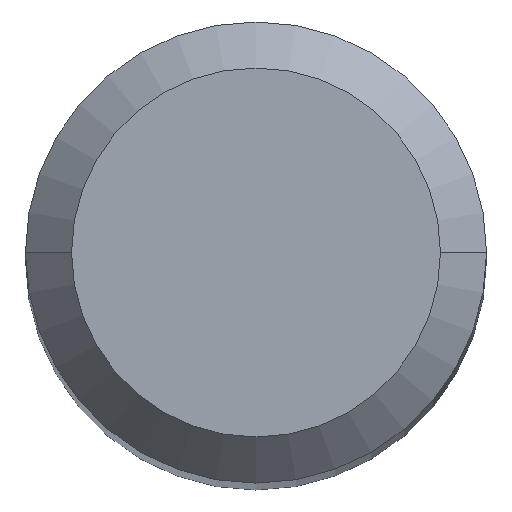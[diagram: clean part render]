
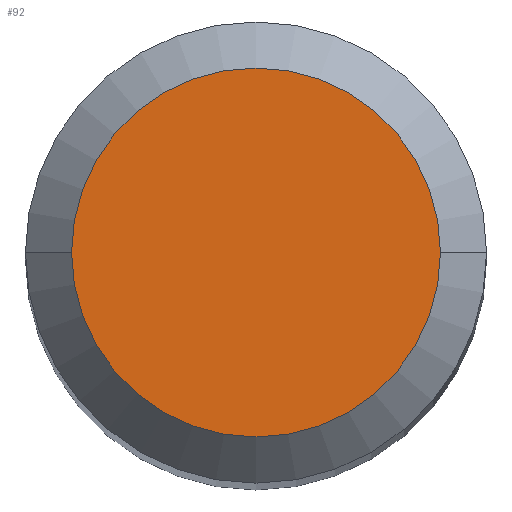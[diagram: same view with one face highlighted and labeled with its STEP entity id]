
A CAD part, top view. The second image highlights one B-rep face of the part: STEP entity #92.
In plain terms, the highlighted planar face has unit normal (0, 0, 1).
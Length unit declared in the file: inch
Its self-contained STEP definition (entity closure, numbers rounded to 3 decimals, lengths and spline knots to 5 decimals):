
#16 = CARTESIAN_POINT ( 'NONE',  ( 0., 0., 0. ) ) ;
#33 = AXIS2_PLACEMENT_3D ( 'NONE', #54, #206, #481 ) ;
#54 = CARTESIAN_POINT ( 'NONE',  ( 0., 0., 0. ) ) ;
#69 = VERTEX_POINT ( 'NONE', #356 ) ;
#76 = PLANE ( 'NONE',  #33 ) ;
#89 = AXIS2_PLACEMENT_3D ( 'NONE', #16, #333, #442 ) ;
#92 = ADVANCED_FACE ( 'NONE', ( #479 ), #76, .F. ) ;
#110 = DIRECTION ( 'NONE',  ( 0., 0., 1. ) ) ;
#165 = EDGE_CURVE ( 'NONE', #217, #69, #299, .T. ) ;
#183 = ORIENTED_EDGE ( 'NONE', *, *, #416, .T. ) ;
#191 = DIRECTION ( 'NONE',  ( 1., 0., 0. ) ) ;
#206 = DIRECTION ( 'NONE',  ( 0., 0., -1. ) ) ;
#213 = EDGE_LOOP ( 'NONE', ( #457, #183 ) ) ;
#217 = VERTEX_POINT ( 'NONE', #345 ) ;
#228 = AXIS2_PLACEMENT_3D ( 'NONE', #334, #110, #191 ) ;
#299 = CIRCLE ( 'NONE', #89, 0.04724 ) ;
#333 = DIRECTION ( 'NONE',  ( 0., 0., 1. ) ) ;
#334 = CARTESIAN_POINT ( 'NONE',  ( 0., 0., 0. ) ) ;
#342 = CIRCLE ( 'NONE', #228, 0.04724 ) ;
#345 = CARTESIAN_POINT ( 'NONE',  ( -0.04724, 0., 0. ) ) ;
#356 = CARTESIAN_POINT ( 'NONE',  ( 0.04724, 0., 0. ) ) ;
#416 = EDGE_CURVE ( 'NONE', #69, #217, #342, .T. ) ;
#442 = DIRECTION ( 'NONE',  ( 1., 0., 0. ) ) ;
#457 = ORIENTED_EDGE ( 'NONE', *, *, #165, .T. ) ;
#479 = FACE_OUTER_BOUND ( 'NONE', #213, .T. ) ;
#481 = DIRECTION ( 'NONE',  ( -1., 0., 0. ) ) ;
